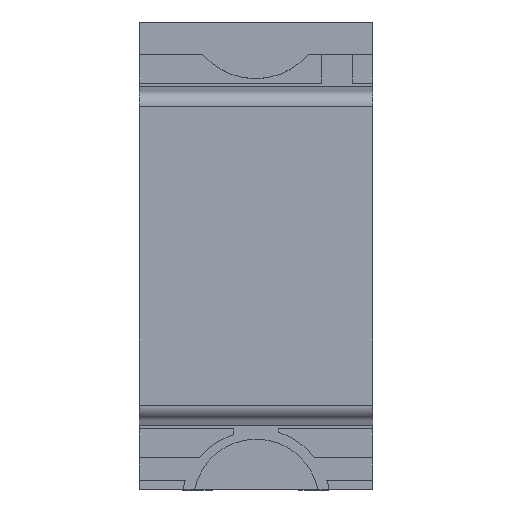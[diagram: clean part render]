
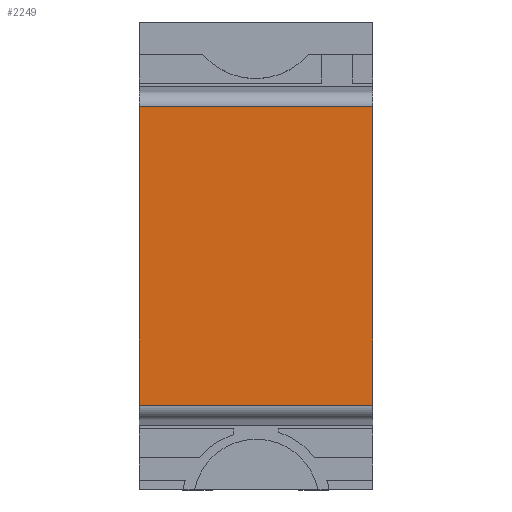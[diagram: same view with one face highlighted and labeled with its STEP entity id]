
A CAD part, top view. The second image highlights one B-rep face of the part: STEP entity #2249.
In plain terms, the highlighted planar face has unit normal (0, 0, 1).
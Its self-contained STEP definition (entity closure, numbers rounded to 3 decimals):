
#248=ORIENTED_EDGE('',*,*,#673,.T.);
#249=ORIENTED_EDGE('',*,*,#676,.T.);
#250=ORIENTED_EDGE('',*,*,#677,.T.);
#251=ORIENTED_EDGE('',*,*,#678,.F.);
#673=EDGE_CURVE('',#876,#875,#1043,.T.);
#676=EDGE_CURVE('',#875,#878,#1045,.T.);
#677=EDGE_CURVE('',#878,#879,#1046,.T.);
#678=EDGE_CURVE('',#876,#879,#1047,.T.);
#875=VERTEX_POINT('',#3151);
#876=VERTEX_POINT('',#3153);
#878=VERTEX_POINT('',#3159);
#879=VERTEX_POINT('',#3161);
#1043=LINE('',#3152,#1250);
#1045=LINE('',#3158,#1252);
#1046=LINE('',#3160,#1253);
#1047=LINE('',#3162,#1254);
#1250=VECTOR('',#2645,1000.);
#1252=VECTOR('',#2651,1000.);
#1253=VECTOR('',#2652,1000.);
#1254=VECTOR('',#2653,1000.);
#1362=EDGE_LOOP('',(#248,#249,#250,#251));
#1452=FACE_BOUND('',#1362,.T.);
#1541=PLANE('',#2357);
#2249=ADVANCED_FACE('',(#1452),#1541,.T.);
#2357=AXIS2_PLACEMENT_3D('',#3157,#2649,#2650);
#2645=DIRECTION('',(0.,1.,0.));
#2649=DIRECTION('',(0.,0.,1.));
#2650=DIRECTION('',(1.,0.,0.));
#2651=DIRECTION('',(-1.,0.,0.));
#2652=DIRECTION('',(0.,-1.,0.));
#2653=DIRECTION('',(-1.,0.,0.));
#3151=CARTESIAN_POINT('',(0.4,0.51,0.4));
#3152=CARTESIAN_POINT('',(0.4,-0.58,0.4));
#3153=CARTESIAN_POINT('',(0.4,-0.51,0.4));
#3157=CARTESIAN_POINT('',(0.,0.,0.4));
#3158=CARTESIAN_POINT('',(1.207,0.51,0.4));
#3159=CARTESIAN_POINT('',(-0.4,0.51,0.4));
#3160=CARTESIAN_POINT('',(-0.4,0.58,0.4));
#3161=CARTESIAN_POINT('',(-0.4,-0.51,0.4));
#3162=CARTESIAN_POINT('',(1.207,-0.51,0.4));
